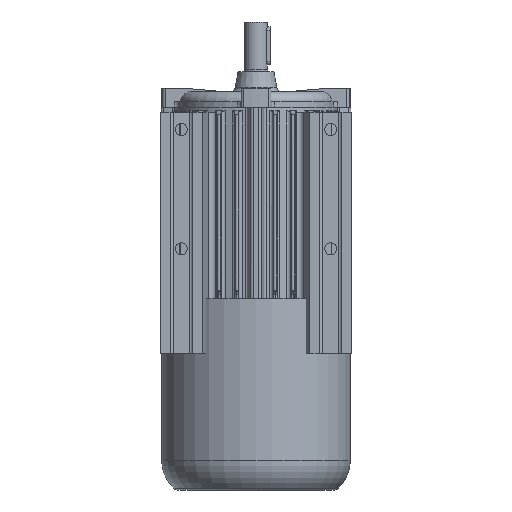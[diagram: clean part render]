
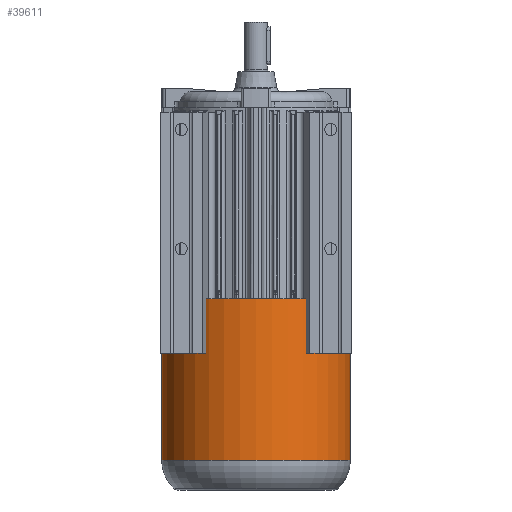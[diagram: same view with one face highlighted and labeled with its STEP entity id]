
A CAD part, front view. The second image highlights one B-rep face of the part: STEP entity #39611.
In plain terms, the highlighted cylindrical face has radius 79 mm (diameter 158 mm), a partial arc.
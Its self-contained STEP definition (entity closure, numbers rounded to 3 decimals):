
#241 = AXIS2_PLACEMENT_3D ( 'NONE', #40165, #10047, #53177 ) ;
#2470 = VERTEX_POINT ( 'NONE', #27617 ) ;
#2662 = CYLINDRICAL_SURFACE ( 'NONE', #12884, 79. ) ;
#2802 = DIRECTION ( 'NONE',  ( 0., 0., 1. ) ) ;
#2885 = VERTEX_POINT ( 'NONE', #43755 ) ;
#3069 = DIRECTION ( 'NONE',  ( 0., 0., 1. ) ) ;
#3835 = ORIENTED_EDGE ( 'NONE', *, *, #26525, .F. ) ;
#4582 = VECTOR ( 'NONE', #55767, 1000. ) ;
#5626 = LINE ( 'NONE', #41656, #31050 ) ;
#5987 = VERTEX_POINT ( 'NONE', #44655 ) ;
#7155 = DIRECTION ( 'NONE',  ( 0., 0., 1. ) ) ;
#10047 = DIRECTION ( 'NONE',  ( 0., 0., 1. ) ) ;
#10831 = CARTESIAN_POINT ( 'NONE',  ( -18.428, 135.676, 49.479 ) ) ;
#11949 = VERTEX_POINT ( 'NONE', #21044 ) ;
#12884 = AXIS2_PLACEMENT_3D ( 'NONE', #10831, #7155, #19837 ) ;
#14927 = EDGE_LOOP ( 'NONE', ( #3835, #40713, #37840, #52589 ) ) ;
#19837 = DIRECTION ( 'NONE',  ( 1., 0., 0. ) ) ;
#21044 = CARTESIAN_POINT ( 'NONE',  ( -97.428, 135.676, 84.557 ) ) ;
#21365 = LINE ( 'NONE', #38536, #4582 ) ;
#24041 = FACE_OUTER_BOUND ( 'NONE', #14927, .T. ) ;
#26525 = EDGE_CURVE ( 'NONE', #2470, #11949, #21365, .T. ) ;
#27617 = CARTESIAN_POINT ( 'NONE',  ( -97.428, 135.676, -50.443 ) ) ;
#31050 = VECTOR ( 'NONE', #3069, 1000. ) ;
#33154 = CARTESIAN_POINT ( 'NONE',  ( -18.428, 135.676, 84.557 ) ) ;
#34320 = EDGE_CURVE ( 'NONE', #5987, #2885, #5626, .T. ) ;
#36357 = CIRCLE ( 'NONE', #45407, 79. ) ;
#37840 = ORIENTED_EDGE ( 'NONE', *, *, #34320, .T. ) ;
#38536 = CARTESIAN_POINT ( 'NONE',  ( -97.428, 135.676, 49.479 ) ) ;
#39611 = ADVANCED_FACE ( 'NONE', ( #24041 ), #2662, .T. ) ;
#40165 = CARTESIAN_POINT ( 'NONE',  ( -18.428, 135.676, -50.443 ) ) ;
#40307 = EDGE_CURVE ( 'NONE', #11949, #2885, #36357, .T. ) ;
#40713 = ORIENTED_EDGE ( 'NONE', *, *, #51807, .T. ) ;
#41656 = CARTESIAN_POINT ( 'NONE',  ( 60.572, 135.676, 49.479 ) ) ;
#41668 = DIRECTION ( 'NONE',  ( 1., 0., 0. ) ) ;
#43755 = CARTESIAN_POINT ( 'NONE',  ( 60.572, 135.676, 84.557 ) ) ;
#44655 = CARTESIAN_POINT ( 'NONE',  ( 60.572, 135.676, -50.443 ) ) ;
#45407 = AXIS2_PLACEMENT_3D ( 'NONE', #33154, #2802, #41668 ) ;
#51554 = CIRCLE ( 'NONE', #241, 79. ) ;
#51807 = EDGE_CURVE ( 'NONE', #2470, #5987, #51554, .T. ) ;
#52589 = ORIENTED_EDGE ( 'NONE', *, *, #40307, .F. ) ;
#53177 = DIRECTION ( 'NONE',  ( 1., 0., 0. ) ) ;
#55767 = DIRECTION ( 'NONE',  ( 0., 0., 1. ) ) ;
